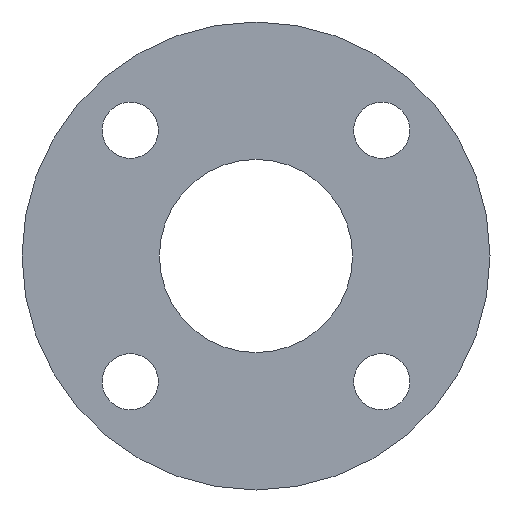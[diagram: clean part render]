
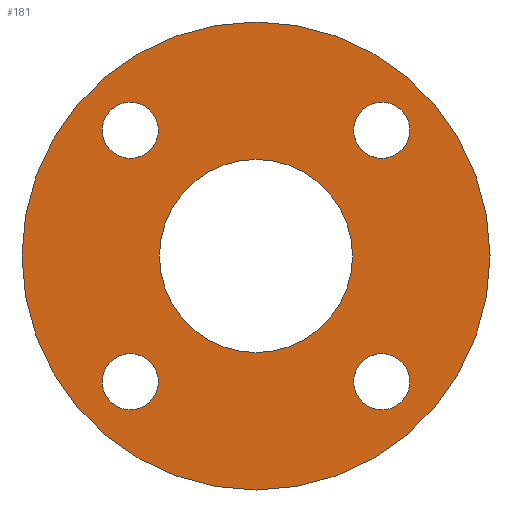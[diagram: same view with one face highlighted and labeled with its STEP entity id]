
A CAD part, left-side view. The second image highlights one B-rep face of the part: STEP entity #181.
In plain terms, the highlighted planar face has unit normal (-1, 0, 0).
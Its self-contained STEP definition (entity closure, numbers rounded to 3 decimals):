
#21 = AXIS2_PLACEMENT_3D ( 'NONE', #328, #94, #173 ) ;
#24 = DIRECTION ( 'NONE',  ( 0., 0., -1. ) ) ;
#25 = EDGE_CURVE ( 'NONE', #230, #350, #109, .T. ) ;
#26 = VERTEX_POINT ( 'NONE', #287 ) ;
#27 = FACE_BOUND ( 'NONE', #151, .T. ) ;
#28 = ORIENTED_EDGE ( 'NONE', *, *, #171, .T. ) ;
#29 = CARTESIAN_POINT ( 'NONE',  ( -11., -40.305, 40.305 ) ) ;
#36 = CARTESIAN_POINT ( 'NONE',  ( -11., 0., -75. ) ) ;
#44 = ORIENTED_EDGE ( 'NONE', *, *, #349, .T. ) ;
#52 = CARTESIAN_POINT ( 'NONE',  ( -11., 40.305, -31.305 ) ) ;
#54 = CIRCLE ( 'NONE', #331, 9. ) ;
#59 = AXIS2_PLACEMENT_3D ( 'NONE', #29, #150, #436 ) ;
#62 = DIRECTION ( 'NONE',  ( 1., 0., 0. ) ) ;
#63 = ORIENTED_EDGE ( 'NONE', *, *, #213, .T. ) ;
#66 = DIRECTION ( 'NONE',  ( 1., 0., 0. ) ) ;
#69 = ORIENTED_EDGE ( 'NONE', *, *, #158, .T. ) ;
#71 = DIRECTION ( 'NONE',  ( 0., 0., -1. ) ) ;
#73 = VERTEX_POINT ( 'NONE', #52 ) ;
#76 = EDGE_CURVE ( 'NONE', #481, #433, #317, .T. ) ;
#82 = DIRECTION ( 'NONE',  ( 0., 0., -1. ) ) ;
#94 = DIRECTION ( 'NONE',  ( 1., 0., 0. ) ) ;
#98 = CARTESIAN_POINT ( 'NONE',  ( -11., 0., 0. ) ) ;
#100 = CIRCLE ( 'NONE', #166, 9. ) ;
#101 = EDGE_CURVE ( 'NONE', #73, #262, #316, .T. ) ;
#102 = CIRCLE ( 'NONE', #118, 75. ) ;
#106 = ORIENTED_EDGE ( 'NONE', *, *, #25, .T. ) ;
#109 = CIRCLE ( 'NONE', #305, 9. ) ;
#112 = CARTESIAN_POINT ( 'NONE',  ( -11., 0., 0. ) ) ;
#114 = DIRECTION ( 'NONE',  ( 0., 0., -1. ) ) ;
#118 = AXIS2_PLACEMENT_3D ( 'NONE', #98, #390, #516 ) ;
#119 = FACE_BOUND ( 'NONE', #444, .T. ) ;
#121 = PLANE ( 'NONE',  #125 ) ;
#125 = AXIS2_PLACEMENT_3D ( 'NONE', #112, #355, #71 ) ;
#129 = DIRECTION ( 'NONE',  ( 0., 0., -1. ) ) ;
#136 = DIRECTION ( 'NONE',  ( 0., 0., -1. ) ) ;
#150 = DIRECTION ( 'NONE',  ( 1., 0., 0. ) ) ;
#151 = EDGE_LOOP ( 'NONE', ( #314, #44 ) ) ;
#154 = FACE_BOUND ( 'NONE', #311, .T. ) ;
#157 = CARTESIAN_POINT ( 'NONE',  ( -11., 40.305, -49.305 ) ) ;
#158 = EDGE_CURVE ( 'NONE', #278, #536, #292, .T. ) ;
#166 = AXIS2_PLACEMENT_3D ( 'NONE', #402, #432, #237 ) ;
#171 = EDGE_CURVE ( 'NONE', #536, #278, #54, .T. ) ;
#173 = DIRECTION ( 'NONE',  ( 0., 0., -1. ) ) ;
#176 = DIRECTION ( 'NONE',  ( 1., 0., 0. ) ) ;
#178 = AXIS2_PLACEMENT_3D ( 'NONE', #189, #62, #307 ) ;
#181 = ADVANCED_FACE ( 'NONE', ( #188, #227, #119, #27, #154, #272 ), #121, .F. ) ;
#187 = EDGE_LOOP ( 'NONE', ( #69, #28 ) ) ;
#188 = FACE_BOUND ( 'NONE', #187, .T. ) ;
#189 = CARTESIAN_POINT ( 'NONE',  ( -11., -40.305, -40.305 ) ) ;
#190 = AXIS2_PLACEMENT_3D ( 'NONE', #382, #176, #136 ) ;
#197 = ORIENTED_EDGE ( 'NONE', *, *, #101, .T. ) ;
#198 = CARTESIAN_POINT ( 'NONE',  ( -11., 0., 0. ) ) ;
#204 = CARTESIAN_POINT ( 'NONE',  ( -11., -40.305, -40.305 ) ) ;
#205 = CIRCLE ( 'NONE', #470, 9. ) ;
#213 = EDGE_CURVE ( 'NONE', #262, #73, #100, .T. ) ;
#215 = CARTESIAN_POINT ( 'NONE',  ( -11., 0., -30.95 ) ) ;
#224 = EDGE_CURVE ( 'NONE', #271, #348, #439, .T. ) ;
#227 = FACE_BOUND ( 'NONE', #362, .T. ) ;
#230 = VERTEX_POINT ( 'NONE', #484 ) ;
#232 = AXIS2_PLACEMENT_3D ( 'NONE', #370, #506, #82 ) ;
#236 = EDGE_LOOP ( 'NONE', ( #301, #404 ) ) ;
#237 = DIRECTION ( 'NONE',  ( 0., 0., -1. ) ) ;
#243 = EDGE_CURVE ( 'NONE', #487, #26, #332, .T. ) ;
#253 = DIRECTION ( 'NONE',  ( 1., 0., 0. ) ) ;
#259 = CARTESIAN_POINT ( 'NONE',  ( -11., -40.305, 49.305 ) ) ;
#262 = VERTEX_POINT ( 'NONE', #157 ) ;
#271 = VERTEX_POINT ( 'NONE', #525 ) ;
#272 = FACE_OUTER_BOUND ( 'NONE', #236, .T. ) ;
#274 = CARTESIAN_POINT ( 'NONE',  ( -11., 0., 0. ) ) ;
#278 = VERTEX_POINT ( 'NONE', #405 ) ;
#287 = CARTESIAN_POINT ( 'NONE',  ( -11., 0., 30.95 ) ) ;
#290 = CARTESIAN_POINT ( 'NONE',  ( -11., 40.305, 40.305 ) ) ;
#292 = CIRCLE ( 'NONE', #59, 9. ) ;
#301 = ORIENTED_EDGE ( 'NONE', *, *, #483, .F. ) ;
#303 = EDGE_CURVE ( 'NONE', #350, #230, #392, .T. ) ;
#305 = AXIS2_PLACEMENT_3D ( 'NONE', #204, #253, #129 ) ;
#307 = DIRECTION ( 'NONE',  ( 0., 0., -1. ) ) ;
#311 = EDGE_LOOP ( 'NONE', ( #372, #496 ) ) ;
#314 = ORIENTED_EDGE ( 'NONE', *, *, #243, .T. ) ;
#316 = CIRCLE ( 'NONE', #190, 9. ) ;
#317 = CIRCLE ( 'NONE', #21, 9. ) ;
#318 = EDGE_CURVE ( 'NONE', #433, #481, #205, .T. ) ;
#328 = CARTESIAN_POINT ( 'NONE',  ( -11., 40.305, 40.305 ) ) ;
#331 = AXIS2_PLACEMENT_3D ( 'NONE', #480, #66, #486 ) ;
#332 = CIRCLE ( 'NONE', #354, 30.95 ) ;
#346 = CARTESIAN_POINT ( 'NONE',  ( -11., 40.305, 49.305 ) ) ;
#347 = AXIS2_PLACEMENT_3D ( 'NONE', #198, #440, #24 ) ;
#348 = VERTEX_POINT ( 'NONE', #36 ) ;
#349 = EDGE_CURVE ( 'NONE', #26, #487, #510, .T. ) ;
#350 = VERTEX_POINT ( 'NONE', #366 ) ;
#354 = AXIS2_PLACEMENT_3D ( 'NONE', #274, #358, #114 ) ;
#355 = DIRECTION ( 'NONE',  ( 1., 0., 0. ) ) ;
#358 = DIRECTION ( 'NONE',  ( 1., 0., 0. ) ) ;
#362 = EDGE_LOOP ( 'NONE', ( #391, #106 ) ) ;
#366 = CARTESIAN_POINT ( 'NONE',  ( -11., -40.305, -49.305 ) ) ;
#370 = CARTESIAN_POINT ( 'NONE',  ( -11., 0., 0. ) ) ;
#372 = ORIENTED_EDGE ( 'NONE', *, *, #76, .T. ) ;
#382 = CARTESIAN_POINT ( 'NONE',  ( -11., 40.305, -40.305 ) ) ;
#388 = CARTESIAN_POINT ( 'NONE',  ( -11., 40.305, 31.305 ) ) ;
#390 = DIRECTION ( 'NONE',  ( 1., 0., 0. ) ) ;
#391 = ORIENTED_EDGE ( 'NONE', *, *, #303, .T. ) ;
#392 = CIRCLE ( 'NONE', #178, 9. ) ;
#402 = CARTESIAN_POINT ( 'NONE',  ( -11., 40.305, -40.305 ) ) ;
#404 = ORIENTED_EDGE ( 'NONE', *, *, #224, .F. ) ;
#405 = CARTESIAN_POINT ( 'NONE',  ( -11., -40.305, 31.305 ) ) ;
#432 = DIRECTION ( 'NONE',  ( 1., 0., 0. ) ) ;
#433 = VERTEX_POINT ( 'NONE', #346 ) ;
#436 = DIRECTION ( 'NONE',  ( 0., 0., -1. ) ) ;
#439 = CIRCLE ( 'NONE', #347, 75. ) ;
#440 = DIRECTION ( 'NONE',  ( 1., 0., 0. ) ) ;
#444 = EDGE_LOOP ( 'NONE', ( #63, #197 ) ) ;
#452 = DIRECTION ( 'NONE',  ( 0., 0., -1. ) ) ;
#470 = AXIS2_PLACEMENT_3D ( 'NONE', #290, #509, #452 ) ;
#480 = CARTESIAN_POINT ( 'NONE',  ( -11., -40.305, 40.305 ) ) ;
#481 = VERTEX_POINT ( 'NONE', #388 ) ;
#483 = EDGE_CURVE ( 'NONE', #348, #271, #102, .T. ) ;
#484 = CARTESIAN_POINT ( 'NONE',  ( -11., -40.305, -31.305 ) ) ;
#486 = DIRECTION ( 'NONE',  ( 0., 0., -1. ) ) ;
#487 = VERTEX_POINT ( 'NONE', #215 ) ;
#496 = ORIENTED_EDGE ( 'NONE', *, *, #318, .T. ) ;
#506 = DIRECTION ( 'NONE',  ( 1., 0., 0. ) ) ;
#509 = DIRECTION ( 'NONE',  ( 1., 0., 0. ) ) ;
#510 = CIRCLE ( 'NONE', #232, 30.95 ) ;
#516 = DIRECTION ( 'NONE',  ( 0., 0., -1. ) ) ;
#525 = CARTESIAN_POINT ( 'NONE',  ( -11., 0., 75. ) ) ;
#536 = VERTEX_POINT ( 'NONE', #259 ) ;
